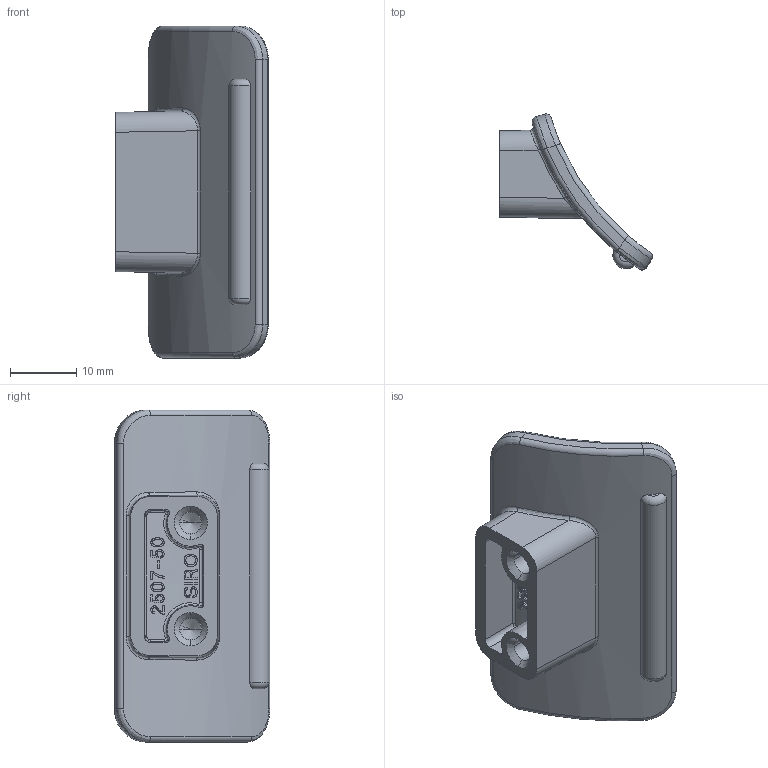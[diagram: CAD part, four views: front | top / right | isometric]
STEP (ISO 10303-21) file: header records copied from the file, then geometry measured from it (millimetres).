
FILE_DESCRIPTION(('Creo Elements/Direct Modeling STEP Export'),'2;1');
FILE_NAME('2507-50.stp','2021-11-10T13:19:15',(''),(''),'Creo Elements/Direct Modeling STEP processor for AP214 (Solid Model)','Creo Elements/Direct Modeling 20.0 12-Nov-2016 (C) Parametric Technology GmbH','');
FILE_SCHEMA(('AUTOMOTIVE_DESIGN { 1 0 10303 214 1 1 1 1 }'));
Length unit declared in the file: millimetre
Products named in the file (2): ZN-11155
Assembly tree (1 placements, depth 2):
  ZN-11155
    ZN-11155
Bounding box: 23 x 23.43 x 50 mm (x, y, z)
Volume: 4714.1 mm3; surface area: 4438 mm2
Topology: 1 solids, 1 shells, 606 faces, 1695 edges, 1110 vertices
Faces by surface type: plane 494, cylinder 50, bspline 44, cone 12, torus 6
Entity records: 30933 total; most frequent: CARTESIAN_POINT 14994, DIRECTION 3531, ORIENTED_EDGE 3382, EDGE_CURVE 1691, AXIS2_PLACEMENT_3D 1443, VERTEX_POINT 1110, ELLIPSE 778, VECTOR 645
